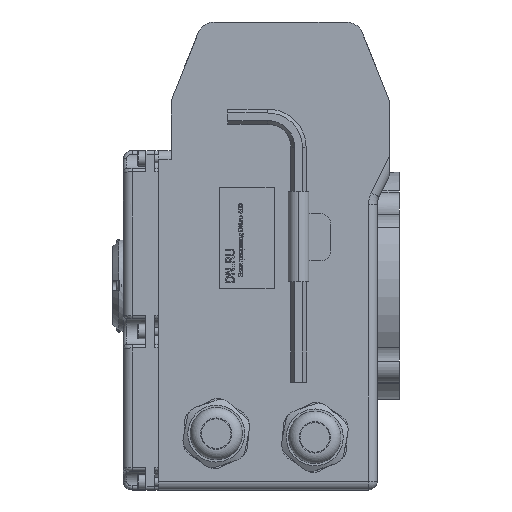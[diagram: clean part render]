
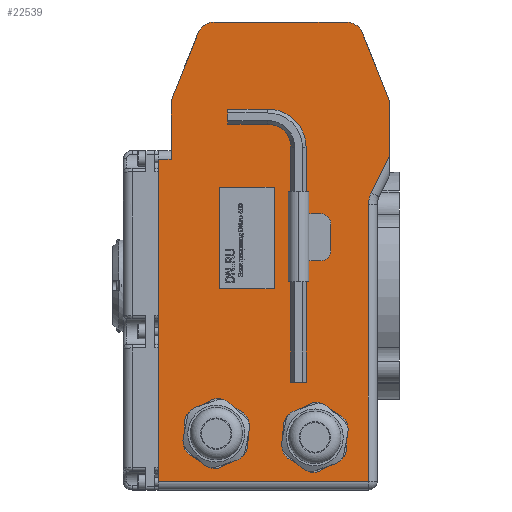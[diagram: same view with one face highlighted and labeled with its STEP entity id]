
A CAD part, left-side view. The second image highlights one B-rep face of the part: STEP entity #22539.
In plain terms, the highlighted planar face has unit normal (-1, 0, 0).
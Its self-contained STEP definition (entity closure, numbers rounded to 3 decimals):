
#1145=FACE_BOUND('',#3796,.T.);
#1606=PLANE('',#24058);
#2534=FACE_OUTER_BOUND('',#3795,.T.);
#3795=EDGE_LOOP('',(#18043,#18044,#18045,#18046,#18047,#18048,#18049,#18050,
#18051,#18052,#18053,#18054,#18055,#18056,#18057));
#3796=EDGE_LOOP('',(#18058,#18059,#18060,#18061));
#4511=LINE('',#31886,#6373);
#4846=LINE('',#33848,#6708);
#4850=LINE('',#33856,#6712);
#4853=LINE('',#33862,#6715);
#4856=LINE('',#33867,#6718);
#5547=LINE('',#38261,#7409);
#5586=LINE('',#38417,#7448);
#5612=LINE('',#38487,#7474);
#5663=LINE('',#38640,#7525);
#5664=LINE('',#38642,#7526);
#5665=LINE('',#38644,#7527);
#5666=LINE('',#38646,#7528);
#5667=LINE('',#38649,#7529);
#5668=LINE('',#38650,#7530);
#6373=VECTOR('',#25888,10.);
#6708=VECTOR('',#26587,10.);
#6712=VECTOR('',#26593,10.);
#6715=VECTOR('',#26598,10.);
#6718=VECTOR('',#26603,10.);
#7409=VECTOR('',#27750,10.);
#7448=VECTOR('',#27901,10.);
#7474=VECTOR('',#27977,10.);
#7525=VECTOR('',#28136,10.);
#7526=VECTOR('',#28139,10.);
#7527=VECTOR('',#28140,10.);
#7528=VECTOR('',#28141,10.);
#7529=VECTOR('',#28144,10.);
#7530=VECTOR('',#28145,10.);
#8217=CIRCLE('',#23924,10.);
#8252=CIRCLE('',#23976,10.);
#8254=CIRCLE('',#23980,10.);
#8297=CIRCLE('',#24059,15.);
#8298=CIRCLE('',#24060,10.);
#9064=VERTEX_POINT('',#31883);
#9065=VERTEX_POINT('',#31885);
#9421=VERTEX_POINT('',#33846);
#9422=VERTEX_POINT('',#33847);
#9425=VERTEX_POINT('',#33855);
#9427=VERTEX_POINT('',#33861);
#10087=VERTEX_POINT('',#38258);
#10088=VERTEX_POINT('',#38260);
#10089=VERTEX_POINT('',#38264);
#10144=VERTEX_POINT('',#38404);
#10145=VERTEX_POINT('',#38405);
#10149=VERTEX_POINT('',#38414);
#10150=VERTEX_POINT('',#38419);
#10166=VERTEX_POINT('',#38473);
#10212=VERTEX_POINT('',#38623);
#10216=VERTEX_POINT('',#38638);
#10217=VERTEX_POINT('',#38643);
#10218=VERTEX_POINT('',#38645);
#10219=VERTEX_POINT('',#38647);
#11288=EDGE_CURVE('',#9064,#9065,#4511,.T.);
#11813=EDGE_CURVE('',#9421,#9422,#4846,.T.);
#11817=EDGE_CURVE('',#9425,#9421,#4850,.T.);
#11820=EDGE_CURVE('',#9427,#9425,#4853,.T.);
#11823=EDGE_CURVE('',#9422,#9427,#4856,.T.);
#12814=EDGE_CURVE('',#10087,#10088,#5547,.T.);
#12816=EDGE_CURVE('',#10088,#10089,#8217,.T.);
#12884=EDGE_CURVE('',#10144,#10145,#8252,.T.);
#12890=EDGE_CURVE('',#10145,#10149,#5586,.T.);
#12891=EDGE_CURVE('',#10149,#10150,#8254,.T.);
#12929=EDGE_CURVE('',#10150,#10166,#5612,.T.);
#13011=EDGE_CURVE('',#10216,#10212,#5663,.T.);
#13012=EDGE_CURVE('',#9065,#10216,#5664,.T.);
#13013=EDGE_CURVE('',#10217,#9064,#5665,.T.);
#13014=EDGE_CURVE('',#10218,#10217,#5666,.T.);
#13015=EDGE_CURVE('',#10219,#10218,#8297,.T.);
#13016=EDGE_CURVE('',#10166,#10219,#5667,.T.);
#13017=EDGE_CURVE('',#10089,#10144,#5668,.T.);
#13018=EDGE_CURVE('',#10212,#10087,#8298,.T.);
#18043=ORIENTED_EDGE('',*,*,#13012,.F.);
#18044=ORIENTED_EDGE('',*,*,#11288,.F.);
#18045=ORIENTED_EDGE('',*,*,#13013,.F.);
#18046=ORIENTED_EDGE('',*,*,#13014,.F.);
#18047=ORIENTED_EDGE('',*,*,#13015,.F.);
#18048=ORIENTED_EDGE('',*,*,#13016,.F.);
#18049=ORIENTED_EDGE('',*,*,#12929,.F.);
#18050=ORIENTED_EDGE('',*,*,#12891,.F.);
#18051=ORIENTED_EDGE('',*,*,#12890,.F.);
#18052=ORIENTED_EDGE('',*,*,#12884,.F.);
#18053=ORIENTED_EDGE('',*,*,#13017,.F.);
#18054=ORIENTED_EDGE('',*,*,#12816,.F.);
#18055=ORIENTED_EDGE('',*,*,#12814,.F.);
#18056=ORIENTED_EDGE('',*,*,#13018,.F.);
#18057=ORIENTED_EDGE('',*,*,#13011,.F.);
#18058=ORIENTED_EDGE('',*,*,#11823,.T.);
#18059=ORIENTED_EDGE('',*,*,#11820,.T.);
#18060=ORIENTED_EDGE('',*,*,#11817,.T.);
#18061=ORIENTED_EDGE('',*,*,#11813,.T.);
#22539=ADVANCED_FACE('',(#2534,#1145),#1606,.F.);
#23924=AXIS2_PLACEMENT_3D('',#38265,#27754,#27755);
#23976=AXIS2_PLACEMENT_3D('',#38406,#27891,#27892);
#23980=AXIS2_PLACEMENT_3D('',#38420,#27904,#27905);
#24058=AXIS2_PLACEMENT_3D('',#38641,#28137,#28138);
#24059=AXIS2_PLACEMENT_3D('',#38648,#28142,#28143);
#24060=AXIS2_PLACEMENT_3D('',#38651,#28146,#28147);
#25888=DIRECTION('',(0.,0.,1.));
#26587=DIRECTION('',(0.,0.,-1.));
#26593=DIRECTION('',(0.,-1.,0.));
#26598=DIRECTION('',(0.,0.,1.));
#26603=DIRECTION('',(0.,1.,0.));
#27750=DIRECTION('',(0.,-0.371,0.928));
#27754=DIRECTION('center_axis',(1.,0.,0.));
#27755=DIRECTION('ref_axis',(0.,0.561,0.828));
#27891=DIRECTION('center_axis',(1.,0.,0.));
#27892=DIRECTION('ref_axis',(0.,-0.561,0.828));
#27901=DIRECTION('',(0.,-0.371,-0.928));
#27904=DIRECTION('center_axis',(1.,0.,0.));
#27905=DIRECTION('ref_axis',(0.,-0.982,0.189));
#27977=DIRECTION('',(0.,0.,-1.));
#28136=DIRECTION('',(0.,0.,1.));
#28137=DIRECTION('center_axis',(1.,0.,0.));
#28138=DIRECTION('ref_axis',(0.,0.,-1.));
#28139=DIRECTION('',(0.,-1.,0.));
#28140=DIRECTION('',(0.,1.,0.));
#28141=DIRECTION('',(0.,0.,-1.));
#28142=DIRECTION('center_axis',(-1.,0.,0.));
#28143=DIRECTION('ref_axis',(0.,0.974,0.228));
#28144=DIRECTION('',(0.,0.445,-0.896));
#28145=DIRECTION('',(0.,-1.,0.));
#28146=DIRECTION('center_axis',(1.,0.,0.));
#28147=DIRECTION('ref_axis',(0.,0.982,0.189));
#31883=CARTESIAN_POINT('',(0.,69.8,-129.));
#31885=CARTESIAN_POINT('',(0.,69.8,55.409));
#31886=CARTESIAN_POINT('',(0.,69.8,-134.));
#33846=CARTESIAN_POINT('',(0.,3.522,39.262));
#33847=CARTESIAN_POINT('',(0.,3.522,-18.847));
#33848=CARTESIAN_POINT('',(0.,3.522,-9.423));
#33855=CARTESIAN_POINT('',(0.,34.889,39.262));
#33856=CARTESIAN_POINT('',(0.,1.761,39.262));
#33861=CARTESIAN_POINT('',(0.,34.889,-18.847));
#33862=CARTESIAN_POINT('',(0.,34.889,19.631));
#33867=CARTESIAN_POINT('',(0.,17.444,-18.847));
#38258=CARTESIAN_POINT('',(0.,61.785,90.788));
#38260=CARTESIAN_POINT('',(0.,47.014,127.714));
#38261=CARTESIAN_POINT('',(0.,62.5,89.));
#38264=CARTESIAN_POINT('',(0.,37.73,134.));
#38265=CARTESIAN_POINT('Origin',(0.,37.73,124.));
#38404=CARTESIAN_POINT('',(0.,-37.73,134.));
#38405=CARTESIAN_POINT('',(0.,-47.014,127.714));
#38406=CARTESIAN_POINT('Origin',(0.,-37.73,124.));
#38414=CARTESIAN_POINT('',(0.,-61.785,90.788));
#38417=CARTESIAN_POINT('',(0.,-44.5,134.));
#38419=CARTESIAN_POINT('',(0.,-62.5,87.074));
#38420=CARTESIAN_POINT('Origin',(0.,-52.5,87.074));
#38473=CARTESIAN_POINT('',(0.,-62.5,57.244));
#38487=CARTESIAN_POINT('',(0.,-62.5,89.));
#38623=CARTESIAN_POINT('',(0.,62.5,87.074));
#38638=CARTESIAN_POINT('',(0.,62.5,55.409));
#38640=CARTESIAN_POINT('',(0.,62.5,-134.));
#38641=CARTESIAN_POINT('Origin',(0.,0.,0.));
#38642=CARTESIAN_POINT('',(0.,31.25,55.409));
#38643=CARTESIAN_POINT('',(0.,-50.5,-129.));
#38644=CARTESIAN_POINT('',(0.,-27.75,-129.));
#38645=CARTESIAN_POINT('',(0.,-50.5,29.554));
#38646=CARTESIAN_POINT('',(0.,-50.5,15.95));
#38647=CARTESIAN_POINT('',(0.,-52.065,36.224));
#38648=CARTESIAN_POINT('Origin',(0.,-65.5,29.554));
#38649=CARTESIAN_POINT('',(0.,-42.682,17.325));
#38650=CARTESIAN_POINT('',(0.,44.5,134.));
#38651=CARTESIAN_POINT('Origin',(0.,52.5,87.074));
